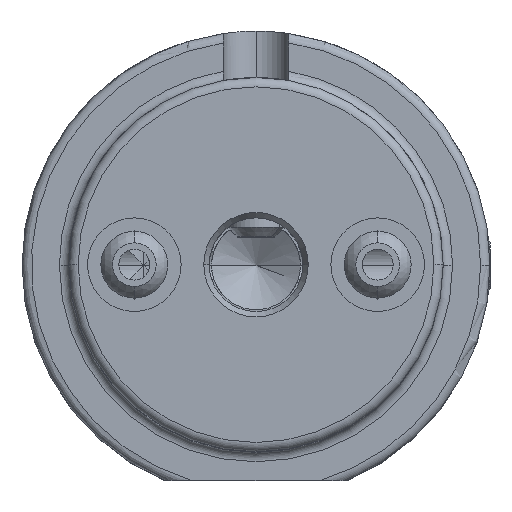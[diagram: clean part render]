
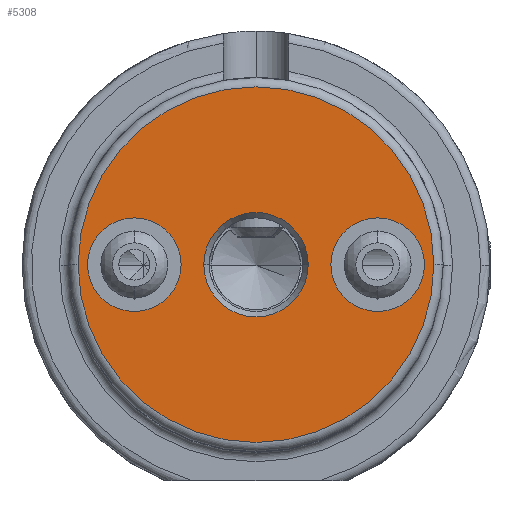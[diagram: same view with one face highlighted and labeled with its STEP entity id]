
A CAD part, top view. The second image highlights one B-rep face of the part: STEP entity #5308.
In plain terms, the highlighted planar face has unit normal (0, 0, 1).
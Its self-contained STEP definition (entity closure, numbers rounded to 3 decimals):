
#57 = EDGE_CURVE ( 'NONE', #3292, #3670, #6423, .T. ) ;
#93 = EDGE_CURVE ( 'NONE', #3670, #3292, #5590, .T. ) ;
#260 = EDGE_CURVE ( 'NONE', #2560, #4281, #6415, .T. ) ;
#379 = DIRECTION ( 'NONE',  ( 1., 0., 0. ) ) ;
#471 = ORIENTED_EDGE ( 'NONE', *, *, #8504, .T. ) ;
#493 = AXIS2_PLACEMENT_3D ( 'NONE', #5359, #5435, #3391 ) ;
#712 = CARTESIAN_POINT ( 'NONE',  ( -42.795, -6.783, 75.76 ) ) ;
#732 = CARTESIAN_POINT ( 'NONE',  ( -50.795, -6.783, 75.76 ) ) ;
#771 = ORIENTED_EDGE ( 'NONE', *, *, #57, .T. ) ;
#970 = ORIENTED_EDGE ( 'NONE', *, *, #93, .T. ) ;
#1009 = DIRECTION ( 'NONE',  ( 0., 0., 1. ) ) ;
#1213 = AXIS2_PLACEMENT_3D ( 'NONE', #6276, #1009, #379 ) ;
#1222 = CARTESIAN_POINT ( 'NONE',  ( -69.795, -6.783, 75.76 ) ) ;
#1502 = ORIENTED_EDGE ( 'NONE', *, *, #4740, .T. ) ;
#1544 = DIRECTION ( 'NONE',  ( 0., 0., 1. ) ) ;
#1568 = DIRECTION ( 'NONE',  ( 0., 0., 1. ) ) ;
#1612 = DIRECTION ( 'NONE',  ( 0., 0., 1. ) ) ;
#1670 = CIRCLE ( 'NONE', #7134, 19. ) ;
#1749 = CARTESIAN_POINT ( 'NONE',  ( -31.795, -6.783, 75.76 ) ) ;
#1776 = DIRECTION ( 'NONE',  ( 1., 0., 0. ) ) ;
#2028 = VERTEX_POINT ( 'NONE', #1749 ) ;
#2233 = ORIENTED_EDGE ( 'NONE', *, *, #4654, .F. ) ;
#2437 = EDGE_CURVE ( 'NONE', #4281, #2560, #7569, .T. ) ;
#2553 = PLANE ( 'NONE',  #7596 ) ;
#2557 = FACE_BOUND ( 'NONE', #3246, .T. ) ;
#2560 = VERTEX_POINT ( 'NONE', #712 ) ;
#2982 = CARTESIAN_POINT ( 'NONE',  ( -63.795, -6.783, 75.76 ) ) ;
#3040 = CARTESIAN_POINT ( 'NONE',  ( -58.795, -6.783, 75.76 ) ) ;
#3122 = CARTESIAN_POINT ( 'NONE',  ( -68.795, -6.783, 75.76 ) ) ;
#3246 = EDGE_LOOP ( 'NONE', ( #7185, #2233 ) ) ;
#3292 = VERTEX_POINT ( 'NONE', #4861 ) ;
#3391 = DIRECTION ( 'NONE',  ( 1., 0., 0. ) ) ;
#3567 = DIRECTION ( 'NONE',  ( 1., 0., 0. ) ) ;
#3670 = VERTEX_POINT ( 'NONE', #3851 ) ;
#3851 = CARTESIAN_POINT ( 'NONE',  ( -56.372, -6.783, 75.76 ) ) ;
#3988 = VERTEX_POINT ( 'NONE', #3122 ) ;
#4012 = DIRECTION ( 'NONE',  ( 1., 0., 0. ) ) ;
#4077 = DIRECTION ( 'NONE',  ( 1., 0., 0. ) ) ;
#4200 = DIRECTION ( 'NONE',  ( 1., 0., 0. ) ) ;
#4281 = VERTEX_POINT ( 'NONE', #5168 ) ;
#4437 = DIRECTION ( 'NONE',  ( 0., 0., 1. ) ) ;
#4654 = EDGE_CURVE ( 'NONE', #3988, #5147, #5149, .T. ) ;
#4705 = FACE_BOUND ( 'NONE', #5708, .T. ) ;
#4721 = DIRECTION ( 'NONE',  ( 0., 0., -1. ) ) ;
#4740 = EDGE_CURVE ( 'NONE', #2028, #7299, #8452, .T. ) ;
#4853 = EDGE_LOOP ( 'NONE', ( #1502, #471 ) ) ;
#4861 = CARTESIAN_POINT ( 'NONE',  ( -45.217, -6.783, 75.76 ) ) ;
#4967 = DIRECTION ( 'NONE',  ( 1., 0., 0. ) ) ;
#5147 = VERTEX_POINT ( 'NONE', #3040 ) ;
#5149 = CIRCLE ( 'NONE', #7437, 5. ) ;
#5168 = CARTESIAN_POINT ( 'NONE',  ( -32.795, -6.783, 75.76 ) ) ;
#5308 = ADVANCED_FACE ( 'NONE', ( #4705, #2557, #5626, #7194 ), #2553, .T. ) ;
#5359 = CARTESIAN_POINT ( 'NONE',  ( -50.795, -6.783, 75.76 ) ) ;
#5435 = DIRECTION ( 'NONE',  ( 0., 0., -1. ) ) ;
#5472 = CIRCLE ( 'NONE', #6945, 5. ) ;
#5516 = CARTESIAN_POINT ( 'NONE',  ( -50.795, -6.783, 75.76 ) ) ;
#5522 = CARTESIAN_POINT ( 'NONE',  ( -37.795, -6.783, 75.76 ) ) ;
#5590 = CIRCLE ( 'NONE', #5841, 5.577 ) ;
#5626 = FACE_OUTER_BOUND ( 'NONE', #4853, .T. ) ;
#5708 = EDGE_LOOP ( 'NONE', ( #8119, #8331 ) ) ;
#5841 = AXIS2_PLACEMENT_3D ( 'NONE', #732, #4721, #4012 ) ;
#6069 = EDGE_CURVE ( 'NONE', #5147, #3988, #5472, .T. ) ;
#6261 = EDGE_LOOP ( 'NONE', ( #771, #970 ) ) ;
#6276 = CARTESIAN_POINT ( 'NONE',  ( -37.795, -6.783, 75.76 ) ) ;
#6415 = CIRCLE ( 'NONE', #6507, 5. ) ;
#6423 = CIRCLE ( 'NONE', #493, 5.577 ) ;
#6507 = AXIS2_PLACEMENT_3D ( 'NONE', #5522, #6853, #3567 ) ;
#6695 = DIRECTION ( 'NONE',  ( 0., 0., 1. ) ) ;
#6853 = DIRECTION ( 'NONE',  ( 0., 0., 1. ) ) ;
#6945 = AXIS2_PLACEMENT_3D ( 'NONE', #2982, #1612, #4967 ) ;
#7134 = AXIS2_PLACEMENT_3D ( 'NONE', #7339, #6695, #4077 ) ;
#7185 = ORIENTED_EDGE ( 'NONE', *, *, #6069, .F. ) ;
#7194 = FACE_BOUND ( 'NONE', #6261, .T. ) ;
#7290 = AXIS2_PLACEMENT_3D ( 'NONE', #8388, #4437, #1776 ) ;
#7299 = VERTEX_POINT ( 'NONE', #1222 ) ;
#7339 = CARTESIAN_POINT ( 'NONE',  ( -50.795, -6.783, 75.76 ) ) ;
#7437 = AXIS2_PLACEMENT_3D ( 'NONE', #8156, #1544, #7530 ) ;
#7530 = DIRECTION ( 'NONE',  ( 1., 0., 0. ) ) ;
#7569 = CIRCLE ( 'NONE', #1213, 5. ) ;
#7596 = AXIS2_PLACEMENT_3D ( 'NONE', #5516, #1568, #4200 ) ;
#8119 = ORIENTED_EDGE ( 'NONE', *, *, #2437, .F. ) ;
#8156 = CARTESIAN_POINT ( 'NONE',  ( -63.795, -6.783, 75.76 ) ) ;
#8331 = ORIENTED_EDGE ( 'NONE', *, *, #260, .F. ) ;
#8388 = CARTESIAN_POINT ( 'NONE',  ( -50.795, -6.783, 75.76 ) ) ;
#8452 = CIRCLE ( 'NONE', #7290, 19. ) ;
#8504 = EDGE_CURVE ( 'NONE', #7299, #2028, #1670, .T. ) ;
